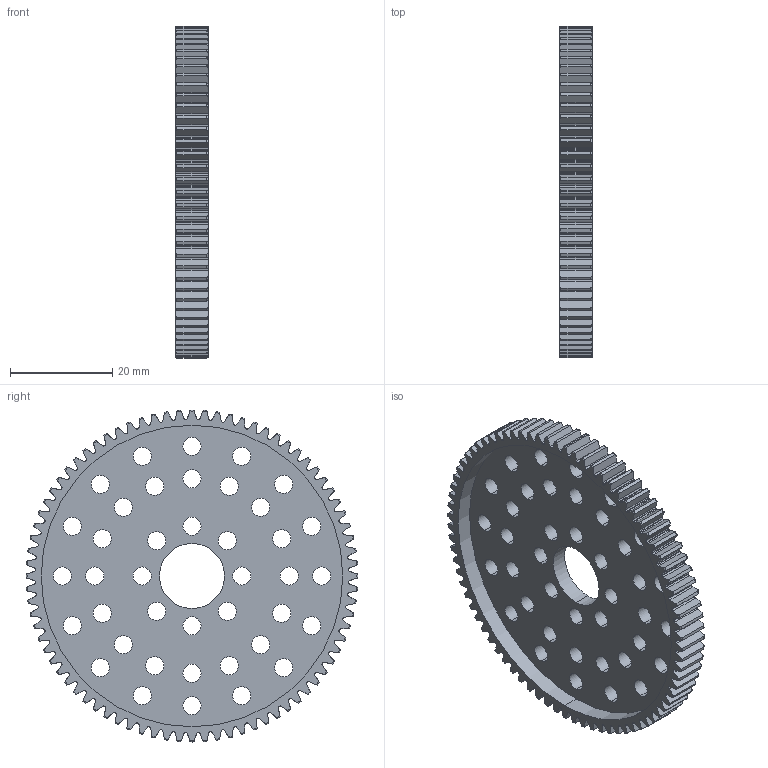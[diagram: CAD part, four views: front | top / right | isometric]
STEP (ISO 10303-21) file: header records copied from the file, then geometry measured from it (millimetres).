
FILE_DESCRIPTION (( 'STEP AP203' ), '1' );
FILE_NAME ('615206.STEP', '2014-07-22T20:07:37', ( 'Kyle' ), ( 'Microsoft' ), 'SwSTEP 2.0', 'SolidWorks 2014', '' );
FILE_SCHEMA (( 'CONFIG_CONTROL_DESIGN' ));
Length unit declared in the file: inch
Products named in the file (1): 615206
Bounding box: 6.35 x 65.09 x 65.09 mm (x, y, z)
Volume: 9662.6 mm3; surface area: 9876.6 mm2
Topology: 1 solids, 1 shells, 760 faces, 2271 edges, 1514 vertices
Faces by surface type: cylinder 437, torus 160, bspline 160, plane 3
Entity records: 33016 total; most frequent: CARTESIAN_POINT 13018, ORIENTED_EDGE 4542, DIRECTION 3875, EDGE_CURVE 2271, AXIS2_PLACEMENT_3D 1639, VERTEX_POINT 1514, CIRCLE 1038, EDGE_LOOP 843
